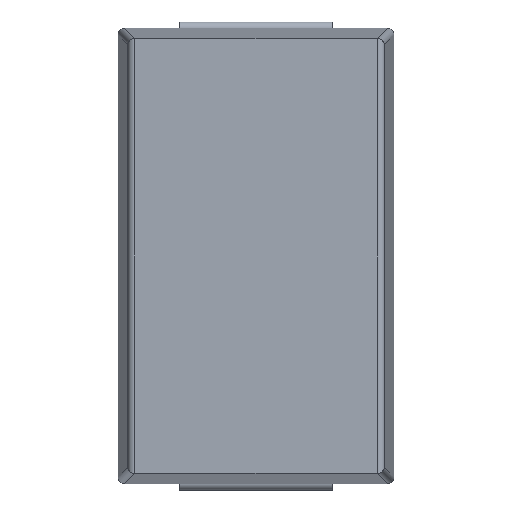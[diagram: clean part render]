
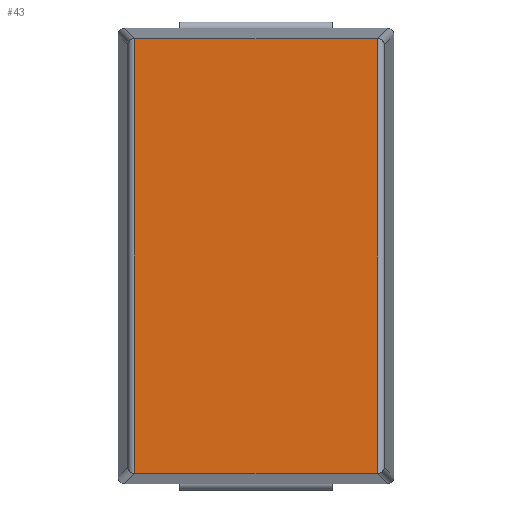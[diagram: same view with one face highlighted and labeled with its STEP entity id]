
A CAD part, front view. The second image highlights one B-rep face of the part: STEP entity #43.
In plain terms, the highlighted planar face has unit normal (0, -1, 0).
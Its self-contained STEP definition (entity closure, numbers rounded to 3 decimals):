
#43=ADVANCED_FACE('NONE',(#551),#2908,.F.);
#52=CARTESIAN_POINT('NONE',(-1.898,-1.8,3.392));
#74=ORIENTED_EDGE('NONE',*,*,#2046,.T.);
#109=VECTOR('NONE',#3507,1000.0);
#120=EDGE_LOOP('NONE',(#3835,#74,#252,#961,#3022,#733,#682,#1946));
#147=CARTESIAN_POINT('NONE',(1.893,-1.8,3.393));
#185=LINE('NONE',#2318,#109);
#212=CARTESIAN_POINT('NONE',(0.0,-1.8,0.0));
#252=ORIENTED_EDGE('NONE',*,*,#2182,.F.);
#322=CARTESIAN_POINT('NONE',(1.896,-1.8,3.393));
#341=(BOUNDED_CURVE()B_SPLINE_CURVE(3,(#3576,#3005,#322,#1741),.UNSPECIFIED.,.F.,
     .F.)B_SPLINE_CURVE_WITH_KNOTS((4,4),(0.702,0.782),.UNSPECIFIED.)
     CURVE()GEOMETRIC_REPRESENTATION_ITEM()RATIONAL_B_SPLINE_CURVE((1.0,0.999,
     0.999,1.0))REPRESENTATION_ITEM(''));
#491=AXIS2_PLACEMENT_3D('NONE',#212,#1408,#534);
#534=DIRECTION('NONE',(0.0,-0.0,1.0));
#540=CARTESIAN_POINT('NONE',(-1.901,-1.8,-3.392));
#551=FACE_OUTER_BOUND('NONE',#120,.T.);
#578=VERTEX_POINT('NONE',#2302);
#615=CARTESIAN_POINT('NONE',(1.901,-1.8,-3.392));
#641=VERTEX_POINT('NONE',#3284);
#682=ORIENTED_EDGE('NONE',*,*,#3238,.F.);
#687=CARTESIAN_POINT('NONE',(0.0,-1.8,3.393));
#733=ORIENTED_EDGE('NONE',*,*,#917,.T.);
#795=CARTESIAN_POINT('NONE',(-1.893,-1.8,-3.393));
#892=(BOUNDED_CURVE()B_SPLINE_CURVE(3,(#540,#1351,#3526,#1446),.UNSPECIFIED.,.F.,
     .T.)B_SPLINE_CURVE_WITH_KNOTS((4,4),(0.702,0.782),.UNSPECIFIED.)
     CURVE()GEOMETRIC_REPRESENTATION_ITEM()RATIONAL_B_SPLINE_CURVE((1.0,0.999,
     0.999,1.0))REPRESENTATION_ITEM(''));
#917=EDGE_CURVE('NONE',#3013,#1522,#892,.T.);
#961=ORIENTED_EDGE('NONE',*,*,#1211,.T.);
#1016=(BOUNDED_CURVE()B_SPLINE_CURVE(3,(#1863,#3395,#52,#2448),.UNSPECIFIED.,.F.,
     .T.)B_SPLINE_CURVE_WITH_KNOTS((4,4),(5.502,5.581),.UNSPECIFIED.)
     CURVE()GEOMETRIC_REPRESENTATION_ITEM()RATIONAL_B_SPLINE_CURVE((1.0,0.999,
     0.999,1.0))REPRESENTATION_ITEM(''));
#1130=VECTOR('NONE',#3451,1000.0);
#1133=CARTESIAN_POINT('NONE',(1.893,-1.8,-3.393));
#1211=EDGE_CURVE('NONE',#578,#2917,#1016,.T.);
#1299=VECTOR('NONE',#1873,1000.0);
#1330=VERTEX_POINT('NONE',#147);
#1351=CARTESIAN_POINT('NONE',(-1.898,-1.8,-3.392));
#1363=CARTESIAN_POINT('NONE',(1.901,-1.8,3.393));
#1392=CARTESIAN_POINT('NONE',(-1.901,-1.8,-3.392));
#1408=DIRECTION('NONE',(0.0,1.0,0.0));
#1446=CARTESIAN_POINT('NONE',(-1.893,-1.8,-3.393));
#1467=VERTEX_POINT('NONE',#1133);
#1522=VERTEX_POINT('NONE',#795);
#1530=EDGE_CURVE('NONE',#641,#3080,#3491,.T.);
#1539=VECTOR('NONE',#1701,1000.0);
#1639=(BOUNDED_CURVE()B_SPLINE_CURVE(3,(#1647,#3300,#1744,#615),.UNSPECIFIED.,.F.,
     .F.)B_SPLINE_CURVE_WITH_KNOTS((4,4),(5.502,5.581),.UNSPECIFIED.)
     CURVE()GEOMETRIC_REPRESENTATION_ITEM()RATIONAL_B_SPLINE_CURVE((1.0,0.999,
     0.999,1.0))REPRESENTATION_ITEM(''));
#1647=CARTESIAN_POINT('NONE',(1.893,-1.8,-3.393));
#1701=DIRECTION('NONE',(0.0,-0.0,-1.0));
#1741=CARTESIAN_POINT('NONE',(1.893,-1.8,3.393));
#1744=CARTESIAN_POINT('NONE',(1.898,-1.8,-3.392));
#1863=CARTESIAN_POINT('NONE',(-1.893,-1.8,3.393));
#1873=DIRECTION('NONE',(1.0,0.0,-0.0));
#1946=ORIENTED_EDGE('NONE',*,*,#3288,.T.);
#2046=EDGE_CURVE('NONE',#3080,#1330,#341,.T.);
#2182=EDGE_CURVE('NONE',#578,#1330,#3371,.T.);
#2302=CARTESIAN_POINT('NONE',(-1.893,-1.8,3.393));
#2318=CARTESIAN_POINT('NONE',(0.0,-1.8,-3.393));
#2448=CARTESIAN_POINT('NONE',(-1.901,-1.8,3.392));
#2908=PLANE('NONE',#491);
#2917=VERTEX_POINT('NONE',#3317);
#3005=CARTESIAN_POINT('NONE',(1.898,-1.8,3.392));
#3013=VERTEX_POINT('NONE',#1392);
#3022=ORIENTED_EDGE('NONE',*,*,#3377,.T.);
#3080=VERTEX_POINT('NONE',#3464);
#3156=CARTESIAN_POINT('NONE',(-1.901,-1.8,-3.393));
#3214=LINE('NONE',#3156,#1539);
#3238=EDGE_CURVE('NONE',#1467,#1522,#185,.T.);
#3284=CARTESIAN_POINT('NONE',(1.901,-1.8,-3.392));
#3288=EDGE_CURVE('NONE',#1467,#641,#1639,.T.);
#3300=CARTESIAN_POINT('NONE',(1.896,-1.8,-3.393));
#3317=CARTESIAN_POINT('NONE',(-1.901,-1.8,3.392));
#3371=LINE('NONE',#687,#1299);
#3377=EDGE_CURVE('NONE',#2917,#3013,#3214,.T.);
#3395=CARTESIAN_POINT('NONE',(-1.896,-1.8,3.393));
#3451=DIRECTION('NONE',(-0.0,-0.0,1.0));
#3464=CARTESIAN_POINT('NONE',(1.901,-1.8,3.392));
#3491=LINE('NONE',#1363,#1130);
#3507=DIRECTION('NONE',(-1.0,0.0,0.0));
#3526=CARTESIAN_POINT('NONE',(-1.896,-1.8,-3.393));
#3576=CARTESIAN_POINT('NONE',(1.901,-1.8,3.392));
#3835=ORIENTED_EDGE('NONE',*,*,#1530,.T.);
